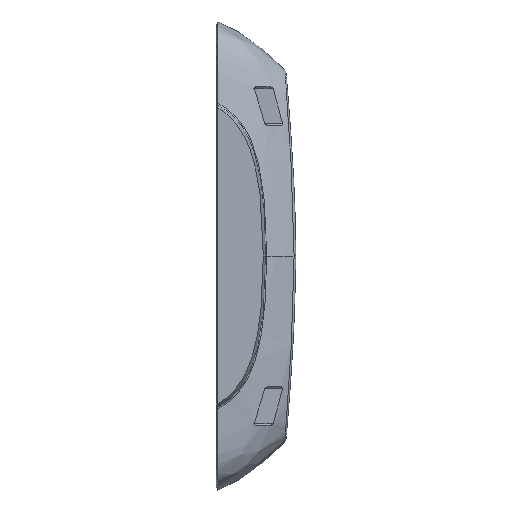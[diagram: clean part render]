
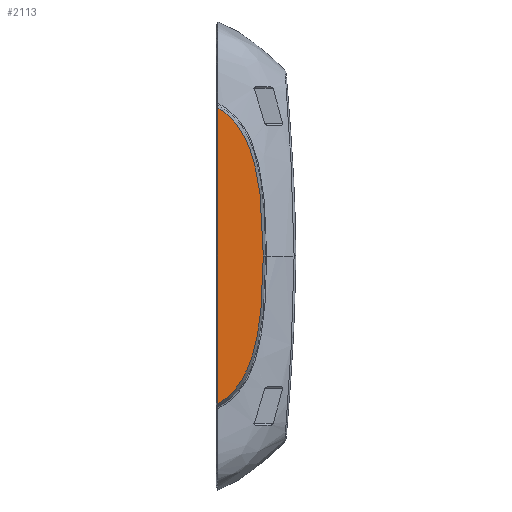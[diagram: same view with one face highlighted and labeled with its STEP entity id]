
A CAD part, left-side view. The second image highlights one B-rep face of the part: STEP entity #2113.
In plain terms, the highlighted planar face has unit normal (-1, 0, 0).
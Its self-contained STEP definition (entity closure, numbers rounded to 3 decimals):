
#2062=CARTESIAN_POINT('POINT113',(15.196,
   -67.465,0.));
#2063=VERTEX_POINT('VERTEX113',#2062);
#2064=CARTESIAN_POINT('POINT114',(15.196,-25.,
   138.56));
#2065=VERTEX_POINT('VERTEX114',#2064);
#2066=(BOUNDED_CURVE() B_SPLINE_CURVE(3,(#2067,#2068,#2069,#2070,#2071,
   #2072,#2073,#2074,#2075,#2076,#2077,#2078,#2079),.UNSPECIFIED.,.F.,
   .F.) B_SPLINE_CURVE_WITH_KNOTS((4,1,1,1,1,1,1,1,1,1,4),(0.,
   0.102,0.204,0.305,
   0.406,0.505,0.605,
   0.704,0.803,0.901,
   1.),.UNSPECIFIED.) CURVE() GEOMETRIC_REPRESENTATION_ITEM() 
   RATIONAL_B_SPLINE_CURVE((1.,1.,1.,1.,1.
   ,1.,1.,1.,1.,1.,1.,1.,
   1.)) REPRESENTATION_ITEM('SPLINE_CRV12'));
#2067=CARTESIAN_POINT('',(15.196,-67.465,
   0.));
#2068=CARTESIAN_POINT('',(15.196,-67.471,
   6.58));
#2069=CARTESIAN_POINT('',(15.196,-67.289,
   19.311));
#2070=CARTESIAN_POINT('',(15.196,-66.47,
   37.188));
#2071=CARTESIAN_POINT('',(15.196,-65.035,
   53.875));
#2072=CARTESIAN_POINT('',(15.196,-62.913,
   69.441));
#2073=CARTESIAN_POINT('',(15.196,-59.983,
   83.964));
#2074=CARTESIAN_POINT('',(15.196,-56.032,
   97.577));
#2075=CARTESIAN_POINT('',(15.196,-50.851,
   110.033));
#2076=CARTESIAN_POINT('',(15.196,-44.167,
   121.237));
#2077=CARTESIAN_POINT('',(15.196,-35.477,
   131.065));
#2078=CARTESIAN_POINT('',(15.196,-28.678,
   136.262));
#2079=CARTESIAN_POINT('',(15.196,-25.,
   138.56));
#2080=EDGE_CURVE('EDGE166',#2063,#2065,#2066,.T.);
#2081=ORIENTED_EDGE('COEDGE317',*,*,#2080,.T.);
#2082=CARTESIAN_POINT('POINT115',(15.196,
   -25.,-138.56));
#2083=VERTEX_POINT('VERTEX115',#2082);
#2084=CARTESIAN_POINT('POS207',(15.196,-25.,
   -75.));
#2085=DIRECTION('DIR300',(0.,0.,-1.));
#2086=VECTOR('VEC114',#2085,1.);
#2087=LINE('STRAIGHT114',#2084,#2086);
#2088=EDGE_CURVE('EDGE167',#2065,#2083,#2087,.T.);
#2089=ORIENTED_EDGE('COEDGE318',*,*,#2088,.T.);
#2090=(BOUNDED_CURVE() B_SPLINE_CURVE(3,(#2091,#2092,#2093,#2094,#2095,
   #2096,#2097,#2098,#2099,#2100,#2101,#2102,#2103),.UNSPECIFIED.,.F.,
   .F.) B_SPLINE_CURVE_WITH_KNOTS((4,1,1,1,1,1,1,1,1,1,4),(0.,
   0.099,0.197,0.296,
   0.395,0.495,0.594,
   0.695,0.796,0.898,
   1.),.UNSPECIFIED.) CURVE() GEOMETRIC_REPRESENTATION_ITEM() 
   RATIONAL_B_SPLINE_CURVE((1.,1.,1.,1.,1.
   ,1.,1.,1.,1.,1.,1.,1.,
   1.)) REPRESENTATION_ITEM('SPLINE_CRV13'));
#2091=CARTESIAN_POINT('',(15.196,-25.,
   -138.56));
#2092=CARTESIAN_POINT('',(15.196,-28.665,
   -136.242));
#2093=CARTESIAN_POINT('',(15.196,-35.477,
   -131.065));
#2094=CARTESIAN_POINT('',(15.196,-44.167,
   -121.237));
#2095=CARTESIAN_POINT('',(15.196,-50.851,
   -110.033));
#2096=CARTESIAN_POINT('',(15.196,-56.032,
   -97.577));
#2097=CARTESIAN_POINT('',(15.196,-59.983,
   -83.964));
#2098=CARTESIAN_POINT('',(15.196,-62.913,
   -69.441));
#2099=CARTESIAN_POINT('',(15.196,-65.035,
   -53.875));
#2100=CARTESIAN_POINT('',(15.196,-66.47,
   -37.188));
#2101=CARTESIAN_POINT('',(15.196,-67.289,
   -19.311));
#2102=CARTESIAN_POINT('',(15.196,-67.465,
   -6.58));
#2103=CARTESIAN_POINT('',(15.196,-67.465,
   0.));
#2104=EDGE_CURVE('EDGE168',#2083,#2063,#2090,.T.);
#2105=ORIENTED_EDGE('COEDGE319',*,*,#2104,.T.);
#2106=EDGE_LOOP('NONE',(#2081,#2089,#2105));
#2107=FACE_BOUND('LOOP1',#2106,.T.);
#2108=CARTESIAN_POINT('POS208',(15.196,-25.,
   -150.));
#2109=DIRECTION('DIR301',(-1.,0.,0.));
#2110=DIRECTION('DIR302',(0.,1.,0.));
#2111=AXIS2_PLACEMENT_3D('AXIS94',#2108,#2109,#2110);
#2112=PLANE('PLANE50',#2111);
#2113=ADVANCED_FACE('FACE60',(#2107),#2112,.T.);
